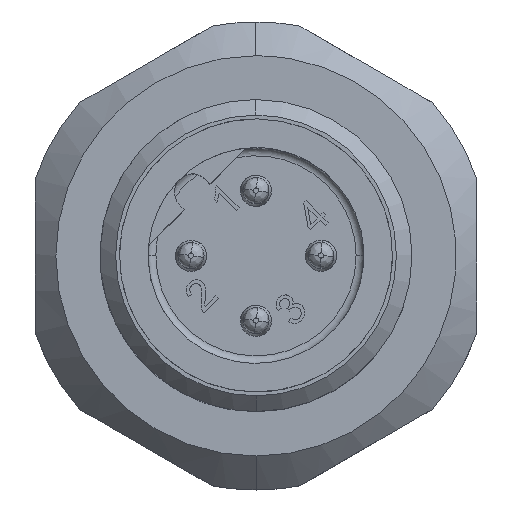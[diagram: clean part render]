
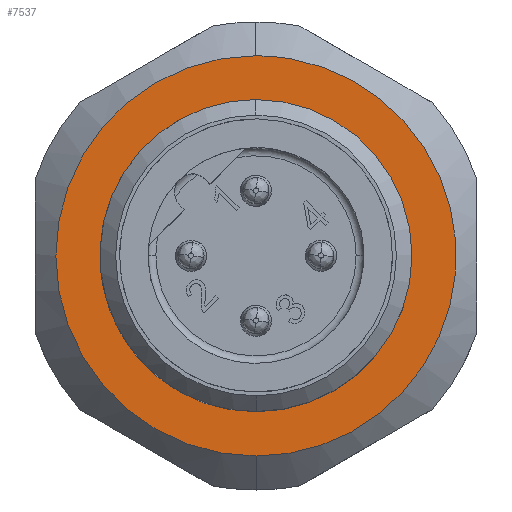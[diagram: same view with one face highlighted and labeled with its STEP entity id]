
A CAD part, top view. The second image highlights one B-rep face of the part: STEP entity #7537.
In plain terms, the highlighted planar face has unit normal (0, 0, 1).
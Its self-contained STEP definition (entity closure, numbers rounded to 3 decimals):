
#7478=AXIS2_PLACEMENT_3D('Circle Axis2P3D',#7476,#7477,$) ;
#7497=AXIS2_PLACEMENT_3D('Plane Axis2P3D',#7494,#7495,#7496) ;
#7505=AXIS2_PLACEMENT_3D('Circle Axis2P3D',#7503,#7504,$) ;
#7514=AXIS2_PLACEMENT_3D('Circle Axis2P3D',#7512,#7513,$) ;
#7521=AXIS2_PLACEMENT_3D('Circle Axis2P3D',#7519,#7520,$) ;
#7528=AXIS2_PLACEMENT_3D('Circle Axis2P3D',#7526,#7527,$) ;
#7431=CARTESIAN_POINT('Vertex',(8.506,1.3,15.5)) ;
#7438=CARTESIAN_POINT('Vertex',(8.494,16.7,15.5)) ;
#7442=CARTESIAN_POINT('Control Point',(8.506,1.3,15.5)) ;
#7443=CARTESIAN_POINT('Control Point',(9.715,1.301,15.5)) ;
#7444=CARTESIAN_POINT('Control Point',(10.925,1.539,15.5)) ;
#7445=CARTESIAN_POINT('Control Point',(12.072,2.015,15.5)) ;
#7446=CARTESIAN_POINT('Control Point',(14.117,3.392,15.5)) ;
#7447=CARTESIAN_POINT('Control Point',(15.49,5.439,15.5)) ;
#7448=CARTESIAN_POINT('Control Point',(15.964,6.587,15.5)) ;
#7449=CARTESIAN_POINT('Control Point',(16.437,9.006,15.5)) ;
#7450=CARTESIAN_POINT('Control Point',(15.961,11.425,15.5)) ;
#7451=CARTESIAN_POINT('Control Point',(15.485,12.572,15.5)) ;
#7452=CARTESIAN_POINT('Control Point',(14.108,14.617,15.5)) ;
#7453=CARTESIAN_POINT('Control Point',(12.061,15.99,15.5)) ;
#7454=CARTESIAN_POINT('Control Point',(10.913,16.464,15.5)) ;
#7455=CARTESIAN_POINT('Control Point',(9.704,16.701,15.5)) ;
#7456=CARTESIAN_POINT('Control Point',(8.494,16.7,15.5)) ;
#7476=CARTESIAN_POINT('Axis2P3D Location',(8.5,9.,15.5)) ;
#7494=CARTESIAN_POINT('Axis2P3D Location',(8.496,14.762,15.5)) ;
#7503=CARTESIAN_POINT('Axis2P3D Location',(8.5,9.,15.5)) ;
#7507=CARTESIAN_POINT('Vertex',(14.025,9.004,15.5)) ;
#7509=CARTESIAN_POINT('Vertex',(8.496,14.525,15.5)) ;
#7512=CARTESIAN_POINT('Axis2P3D Location',(8.5,9.,15.5)) ;
#7516=CARTESIAN_POINT('Vertex',(8.504,3.475,15.5)) ;
#7519=CARTESIAN_POINT('Axis2P3D Location',(8.5,9.,15.5)) ;
#7523=CARTESIAN_POINT('Vertex',(2.975,8.996,15.5)) ;
#7526=CARTESIAN_POINT('Axis2P3D Location',(8.5,9.,15.5)) ;
#7477=DIRECTION('Axis2P3D Direction',(0.,0.,-1.)) ;
#7495=DIRECTION('Axis2P3D Direction',(0.,0.,1.)) ;
#7496=DIRECTION('Axis2P3D XDirection',(1.,0.001,0.)) ;
#7504=DIRECTION('Axis2P3D Direction',(0.,0.,1.)) ;
#7513=DIRECTION('Axis2P3D Direction',(0.,0.,1.)) ;
#7520=DIRECTION('Axis2P3D Direction',(0.,0.,1.)) ;
#7527=DIRECTION('Axis2P3D Direction',(0.,0.,1.)) ;
#7500=ORIENTED_EDGE('',*,*,#7457,.T.) ;
#7501=ORIENTED_EDGE('',*,*,#7480,.T.) ;
#7532=ORIENTED_EDGE('',*,*,#7511,.F.) ;
#7533=ORIENTED_EDGE('',*,*,#7518,.F.) ;
#7534=ORIENTED_EDGE('',*,*,#7525,.F.) ;
#7535=ORIENTED_EDGE('',*,*,#7530,.F.) ;
#7536=FACE_BOUND('',#7531,.T.) ;
#7537=ADVANCED_FACE('Hauptk\X2\00F6\X0\rper',(#7502,#7536),#7498,.T.) ;
#7441=B_SPLINE_CURVE_WITH_KNOTS('',5,(#7442,#7443,#7444,#7445,#7446,#7447,#7448,#7449,#7450,#7451,#7452,#7453,#7454,#7455,#7456),.UNSPECIFIED.,.F.,.U.,(6,3,3,3,6),(-157.08,-78.54,0.,78.54,157.08),.UNSPECIFIED.) ;
#7479=CIRCLE('generated circle',#7478,7.7) ;
#7506=CIRCLE('generated circle',#7505,5.525) ;
#7515=CIRCLE('generated circle',#7514,5.525) ;
#7522=CIRCLE('generated circle',#7521,5.525) ;
#7529=CIRCLE('generated circle',#7528,5.525) ;
#7457=EDGE_CURVE('',#7432,#7439,#7441,.T.) ;
#7480=EDGE_CURVE('',#7439,#7432,#7479,.F.) ;
#7511=EDGE_CURVE('',#7508,#7510,#7506,.T.) ;
#7518=EDGE_CURVE('',#7517,#7508,#7515,.T.) ;
#7525=EDGE_CURVE('',#7524,#7517,#7522,.T.) ;
#7530=EDGE_CURVE('',#7510,#7524,#7529,.T.) ;
#7499=EDGE_LOOP('',(#7500,#7501)) ;
#7531=EDGE_LOOP('',(#7532,#7533,#7534,#7535)) ;
#7502=FACE_OUTER_BOUND('',#7499,.T.) ;
#7498=PLANE('',#7497) ;
#7432=VERTEX_POINT('',#7431) ;
#7439=VERTEX_POINT('',#7438) ;
#7508=VERTEX_POINT('',#7507) ;
#7510=VERTEX_POINT('',#7509) ;
#7517=VERTEX_POINT('',#7516) ;
#7524=VERTEX_POINT('',#7523) ;
